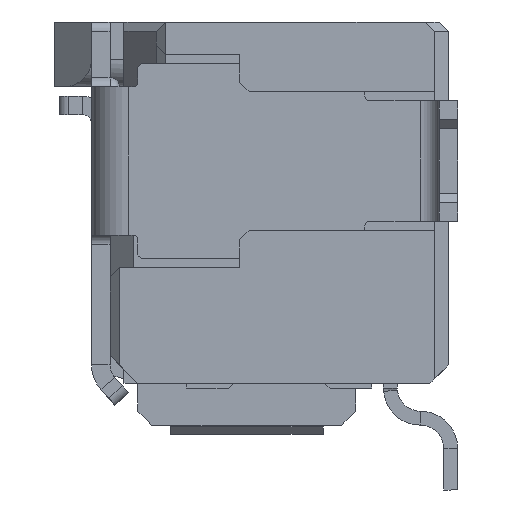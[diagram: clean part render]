
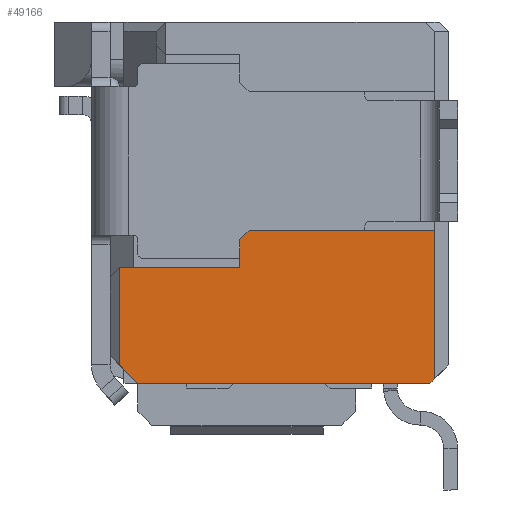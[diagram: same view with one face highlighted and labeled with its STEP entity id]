
A CAD part, left-side view. The second image highlights one B-rep face of the part: STEP entity #49166.
In plain terms, the highlighted planar face has unit normal (-1, 0, 0).
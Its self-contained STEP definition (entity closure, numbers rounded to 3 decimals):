
#4303 = CARTESIAN_POINT ( 'NONE',  ( -17.55, 3.35, 0.45 ) ) ;
#4412 = CARTESIAN_POINT ( 'NONE',  ( -17.55, 3.55, 1.7 ) ) ;
#4792 = CARTESIAN_POINT ( 'NONE',  ( -17.55, 3.55, 0.65 ) ) ;
#4793 = CARTESIAN_POINT ( 'NONE',  ( -17.55, 0.15, 0.5 ) ) ;
#4877 = CARTESIAN_POINT ( 'NONE',  ( -17.55, 0.2, 0.45 ) ) ;
#9234 = VERTEX_POINT ( 'NONE', #58569 ) ;
#9550 = VERTEX_POINT ( 'NONE', #58675 ) ;
#24695 = CARTESIAN_POINT ( 'NONE',  ( -17.55, 1.775, 2.475 ) ) ;
#24696 = DIRECTION ( 'NONE',  ( 0., 0.707, -0.707 ) ) ;
#24705 = CARTESIAN_POINT ( 'NONE',  ( -17.55, 0.15, 0.45 ) ) ;
#24706 = DIRECTION ( 'NONE',  ( 0., 0., 1. ) ) ;
#24713 = CARTESIAN_POINT ( 'NONE',  ( -17.55, 3.55, 0.75 ) ) ;
#24714 = DIRECTION ( 'NONE',  ( 0., 0., -1. ) ) ;
#24715 = CARTESIAN_POINT ( 'NONE',  ( -17.55, 1., 0.45 ) ) ;
#24716 = DIRECTION ( 'NONE',  ( 0., 1., 0. ) ) ;
#24725 = CARTESIAN_POINT ( 'NONE',  ( -17.55, 3.65, 0.75 ) ) ;
#24726 = DIRECTION ( 'NONE',  ( 0., 0.707, 0.707 ) ) ;
#24776 = CARTESIAN_POINT ( 'NONE',  ( -17.55, 3.65, 1.7 ) ) ;
#24777 = DIRECTION ( 'NONE',  ( 0., 1., 0. ) ) ;
#24786 = CARTESIAN_POINT ( 'NONE',  ( -17.55, -0.025, 0.675 ) ) ;
#24787 = DIRECTION ( 'NONE',  ( 0., -0.707, 0.707 ) ) ;
#27932 = EDGE_CURVE ( 'NONE', #9550, #9234, #56951, .T. ) ;
#28407 = EDGE_CURVE ( 'NONE', #59397, #59536, #57358, .T. ) ;
#35573 = AXIS2_PLACEMENT_3D ( 'NONE', #48561, #48580, #48581 ) ;
#42161 = ORIENTED_EDGE ( 'NONE', *, *, #73320, .T. ) ;
#42163 = ORIENTED_EDGE ( 'NONE', *, *, #73256, .T. ) ;
#42165 = ORIENTED_EDGE ( 'NONE', *, *, #73268, .F. ) ;
#42167 = ORIENTED_EDGE ( 'NONE', *, *, #73258, .F. ) ;
#42170 = ORIENTED_EDGE ( 'NONE', *, *, #73329, .T. ) ;
#42171 = ORIENTED_EDGE ( 'NONE', *, *, #73248, .T. ) ;
#42173 = ORIENTED_EDGE ( 'NONE', *, *, #27932, .T. ) ;
#42175 = ORIENTED_EDGE ( 'NONE', *, *, #73239, .T. ) ;
#42177 = ORIENTED_EDGE ( 'NONE', *, *, #28407, .T. ) ;
#46562 = VERTEX_POINT ( 'NONE', #4303 ) ;
#46764 = VERTEX_POINT ( 'NONE', #4412 ) ;
#47224 = VERTEX_POINT ( 'NONE', #4792 ) ;
#47225 = VERTEX_POINT ( 'NONE', #4793 ) ;
#47309 = VERTEX_POINT ( 'NONE', #4877 ) ;
#48561 = CARTESIAN_POINT ( 'NONE',  ( -17.55, 3.65, 4.35 ) ) ;
#48570 = PLANE ( 'NONE',  #35573 ) ;
#48580 = DIRECTION ( 'NONE',  ( -1., 0., 0. ) ) ;
#48581 = DIRECTION ( 'NONE',  ( 0., -1., 0. ) ) ;
#49166 = ADVANCED_FACE ( 'NONE', ( #66578 ), #48570, .T. ) ;
#55948 = CARTESIAN_POINT ( 'NONE',  ( -17.55, 0., 2.1 ) ) ;
#55949 = DIRECTION ( 'NONE',  ( 0., 1., 0. ) ) ;
#56951 = LINE ( 'NONE', #55948, #56952 ) ;
#56952 = VECTOR ( 'NONE', #55949, 1000. ) ;
#57358 = LINE ( 'NONE', #70763, #57359 ) ;
#57359 = VECTOR ( 'NONE', #70765, 1000. ) ;
#58569 = CARTESIAN_POINT ( 'NONE',  ( -17.55, 2.15, 2.1 ) ) ;
#58675 = CARTESIAN_POINT ( 'NONE',  ( -17.55, 0.15, 2.1 ) ) ;
#59397 = VERTEX_POINT ( 'NONE', #67189 ) ;
#59536 = VERTEX_POINT ( 'NONE', #67323 ) ;
#60886 = EDGE_LOOP ( 'NONE', ( #42161, #42163, #42165, #42167, #42170, #42171, #42173, #42175, #42177 ) ) ;
#66578 = FACE_OUTER_BOUND ( 'NONE', #60886, .T. ) ;
#67189 = CARTESIAN_POINT ( 'NONE',  ( -17.55, 2.25, 2. ) ) ;
#67323 = CARTESIAN_POINT ( 'NONE',  ( -17.55, 2.25, 1.7 ) ) ;
#70763 = CARTESIAN_POINT ( 'NONE',  ( -17.55, 2.25, 1.7 ) ) ;
#70765 = DIRECTION ( 'NONE',  ( 0., 0., -1. ) ) ;
#73239 = EDGE_CURVE ( 'NONE', #9234, #59397, #76314, .T. ) ;
#73248 = EDGE_CURVE ( 'NONE', #47225, #9550, #76324, .T. ) ;
#73256 = EDGE_CURVE ( 'NONE', #46764, #47224, #76332, .T. ) ;
#73258 = EDGE_CURVE ( 'NONE', #47309, #46562, #76334, .T. ) ;
#73268 = EDGE_CURVE ( 'NONE', #46562, #47224, #76344, .T. ) ;
#73320 = EDGE_CURVE ( 'NONE', #59536, #46764, #76394, .T. ) ;
#73329 = EDGE_CURVE ( 'NONE', #47309, #47225, #76404, .T. ) ;
#76314 = LINE ( 'NONE', #24695, #76315 ) ;
#76315 = VECTOR ( 'NONE', #24696, 1000. ) ;
#76324 = LINE ( 'NONE', #24705, #76325 ) ;
#76325 = VECTOR ( 'NONE', #24706, 1000. ) ;
#76332 = LINE ( 'NONE', #24713, #76333 ) ;
#76333 = VECTOR ( 'NONE', #24714, 1000. ) ;
#76334 = LINE ( 'NONE', #24715, #76335 ) ;
#76335 = VECTOR ( 'NONE', #24716, 1000. ) ;
#76344 = LINE ( 'NONE', #24725, #76345 ) ;
#76345 = VECTOR ( 'NONE', #24726, 1000. ) ;
#76394 = LINE ( 'NONE', #24776, #76395 ) ;
#76395 = VECTOR ( 'NONE', #24777, 1000. ) ;
#76404 = LINE ( 'NONE', #24786, #76405 ) ;
#76405 = VECTOR ( 'NONE', #24787, 1000. ) ;
